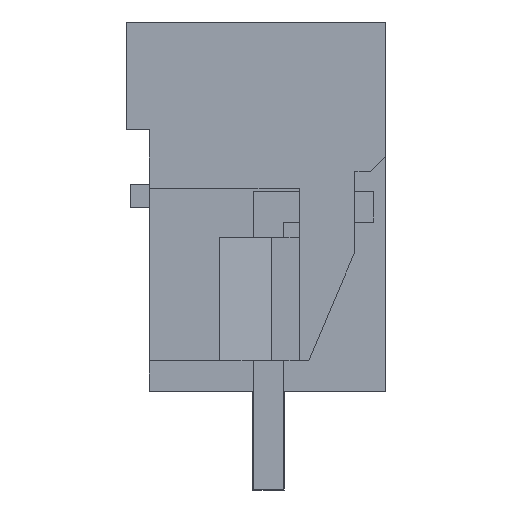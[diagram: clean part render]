
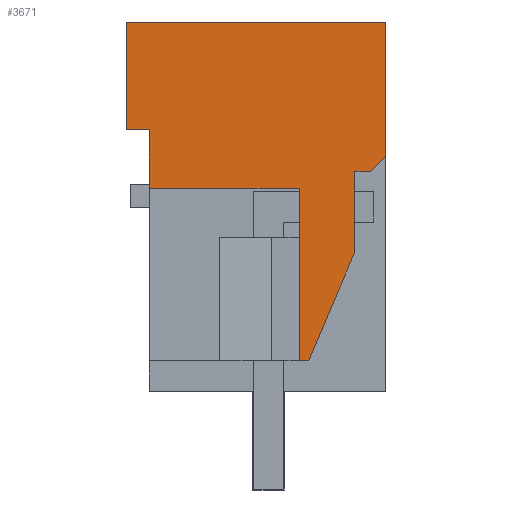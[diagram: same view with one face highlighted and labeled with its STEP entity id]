
A CAD part, left-side view. The second image highlights one B-rep face of the part: STEP entity #3671.
In plain terms, the highlighted planar face has unit normal (-1, 0, 0).
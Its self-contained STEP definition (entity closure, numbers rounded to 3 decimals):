
#3596=AXIS2_PLACEMENT_3D('Plane Axis2P3D',#3593,#3594,#3595) ;
#1833=CARTESIAN_POINT('Vertex',(0.,0.,15.2)) ;
#1836=CARTESIAN_POINT('Line Origine',(0.,0.,13.023)) ;
#1840=CARTESIAN_POINT('Vertex',(0.,0.,10.846)) ;
#2620=CARTESIAN_POINT('Vertex',(0.,7.68,9.8)) ;
#2623=CARTESIAN_POINT('Line Origine',(0.,7.68,10.75)) ;
#2627=CARTESIAN_POINT('Vertex',(0.,7.68,11.7)) ;
#3574=CARTESIAN_POINT('Line Origine',(0.,0.25,10.596)) ;
#3578=CARTESIAN_POINT('Vertex',(0.,0.5,10.346)) ;
#3593=CARTESIAN_POINT('Axis2P3D Location',(0.,-1.5,3.2)) ;
#3598=CARTESIAN_POINT('Line Origine',(0.,4.215,15.2)) ;
#3602=CARTESIAN_POINT('Vertex',(0.,8.43,15.2)) ;
#3605=CARTESIAN_POINT('Line Origine',(0.,8.43,13.45)) ;
#3609=CARTESIAN_POINT('Vertex',(0.,8.43,11.7)) ;
#3612=CARTESIAN_POINT('Line Origine',(0.,8.055,11.7)) ;
#3617=CARTESIAN_POINT('Line Origine',(0.,5.245,9.8)) ;
#3621=CARTESIAN_POINT('Vertex',(0.,2.81,9.8)) ;
#3624=CARTESIAN_POINT('Line Origine',(0.,2.81,7.)) ;
#3628=CARTESIAN_POINT('Vertex',(0.,2.81,4.2)) ;
#3631=CARTESIAN_POINT('Line Origine',(0.,2.655,4.2)) ;
#3635=CARTESIAN_POINT('Vertex',(0.,2.501,4.2)) ;
#3638=CARTESIAN_POINT('Line Origine',(0.,1.752,5.968)) ;
#3642=CARTESIAN_POINT('Vertex',(0.,1.003,7.735)) ;
#3645=CARTESIAN_POINT('Line Origine',(0.,1.003,9.041)) ;
#3649=CARTESIAN_POINT('Vertex',(0.,1.003,10.346)) ;
#3652=CARTESIAN_POINT('Line Origine',(0.,0.751,10.346)) ;
#1837=DIRECTION('Vector Direction',(0.,0.,1.)) ;
#2624=DIRECTION('Vector Direction',(0.,0.,-1.)) ;
#3575=DIRECTION('Vector Direction',(0.,-0.707,0.707)) ;
#3594=DIRECTION('Axis2P3D Direction',(-1.,0.,0.)) ;
#3595=DIRECTION('Axis2P3D XDirection',(0.,0.,1.)) ;
#3599=DIRECTION('Vector Direction',(0.,1.,0.)) ;
#3606=DIRECTION('Vector Direction',(0.,0.,-1.)) ;
#3613=DIRECTION('Vector Direction',(0.,-1.,0.)) ;
#3618=DIRECTION('Vector Direction',(0.,-1.,0.)) ;
#3625=DIRECTION('Vector Direction',(0.,0.,-1.)) ;
#3632=DIRECTION('Vector Direction',(0.,1.,0.)) ;
#3639=DIRECTION('Vector Direction',(0.,0.39,-0.921)) ;
#3646=DIRECTION('Vector Direction',(0.,0.,-1.)) ;
#3653=DIRECTION('Vector Direction',(0.,-1.,0.)) ;
#1838=VECTOR('Line Direction',#1837,1.) ;
#2625=VECTOR('Line Direction',#2624,1.) ;
#3576=VECTOR('Line Direction',#3575,1.) ;
#3600=VECTOR('Line Direction',#3599,1.) ;
#3607=VECTOR('Line Direction',#3606,1.) ;
#3614=VECTOR('Line Direction',#3613,1.) ;
#3619=VECTOR('Line Direction',#3618,1.) ;
#3626=VECTOR('Line Direction',#3625,1.) ;
#3633=VECTOR('Line Direction',#3632,1.) ;
#3640=VECTOR('Line Direction',#3639,1.) ;
#3647=VECTOR('Line Direction',#3646,1.) ;
#3654=VECTOR('Line Direction',#3653,1.) ;
#3658=ORIENTED_EDGE('',*,*,#1842,.T.) ;
#3659=ORIENTED_EDGE('',*,*,#3604,.T.) ;
#3660=ORIENTED_EDGE('',*,*,#3611,.T.) ;
#3661=ORIENTED_EDGE('',*,*,#3616,.T.) ;
#3662=ORIENTED_EDGE('',*,*,#2629,.T.) ;
#3663=ORIENTED_EDGE('',*,*,#3623,.T.) ;
#3664=ORIENTED_EDGE('',*,*,#3630,.T.) ;
#3665=ORIENTED_EDGE('',*,*,#3637,.F.) ;
#3666=ORIENTED_EDGE('',*,*,#3644,.F.) ;
#3667=ORIENTED_EDGE('',*,*,#3651,.F.) ;
#3668=ORIENTED_EDGE('',*,*,#3656,.F.) ;
#3669=ORIENTED_EDGE('',*,*,#3580,.F.) ;
#3671=ADVANCED_FACE('HOUSING',(#3670),#3597,.T.) ;
#1842=EDGE_CURVE('',#1841,#1834,#1839,.T.) ;
#2629=EDGE_CURVE('',#2628,#2621,#2626,.T.) ;
#3580=EDGE_CURVE('',#1841,#3579,#3577,.F.) ;
#3604=EDGE_CURVE('',#1834,#3603,#3601,.T.) ;
#3611=EDGE_CURVE('',#3603,#3610,#3608,.T.) ;
#3616=EDGE_CURVE('',#3610,#2628,#3615,.T.) ;
#3623=EDGE_CURVE('',#2621,#3622,#3620,.T.) ;
#3630=EDGE_CURVE('',#3622,#3629,#3627,.T.) ;
#3637=EDGE_CURVE('',#3636,#3629,#3634,.T.) ;
#3644=EDGE_CURVE('',#3643,#3636,#3641,.T.) ;
#3651=EDGE_CURVE('',#3650,#3643,#3648,.T.) ;
#3656=EDGE_CURVE('',#3579,#3650,#3655,.F.) ;
#3657=EDGE_LOOP('',(#3658,#3659,#3660,#3661,#3662,#3663,#3664,#3665,#3666,#3667,#3668,#3669)) ;
#3670=FACE_OUTER_BOUND('',#3657,.T.) ;
#1839=LINE('Line',#1836,#1838) ;
#2626=LINE('Line',#2623,#2625) ;
#3577=LINE('Line',#3574,#3576) ;
#3601=LINE('Line',#3598,#3600) ;
#3608=LINE('Line',#3605,#3607) ;
#3615=LINE('Line',#3612,#3614) ;
#3620=LINE('Line',#3617,#3619) ;
#3627=LINE('Line',#3624,#3626) ;
#3634=LINE('Line',#3631,#3633) ;
#3641=LINE('Line',#3638,#3640) ;
#3648=LINE('Line',#3645,#3647) ;
#3655=LINE('Line',#3652,#3654) ;
#3597=PLANE('',#3596) ;
#1834=VERTEX_POINT('',#1833) ;
#1841=VERTEX_POINT('',#1840) ;
#2621=VERTEX_POINT('',#2620) ;
#2628=VERTEX_POINT('',#2627) ;
#3579=VERTEX_POINT('',#3578) ;
#3603=VERTEX_POINT('',#3602) ;
#3610=VERTEX_POINT('',#3609) ;
#3622=VERTEX_POINT('',#3621) ;
#3629=VERTEX_POINT('',#3628) ;
#3636=VERTEX_POINT('',#3635) ;
#3643=VERTEX_POINT('',#3642) ;
#3650=VERTEX_POINT('',#3649) ;
